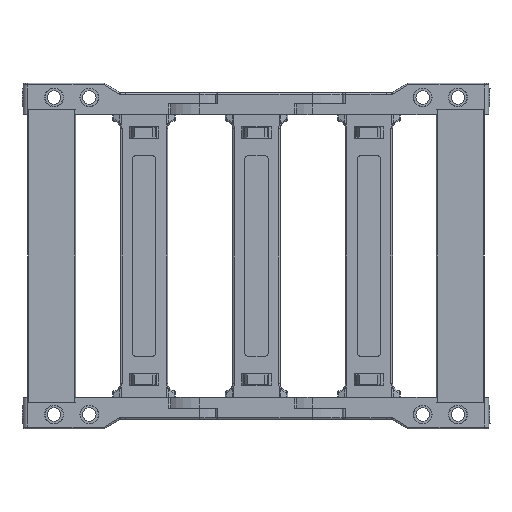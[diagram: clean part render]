
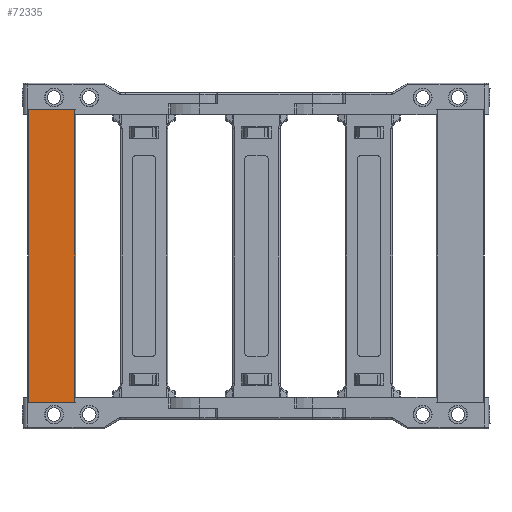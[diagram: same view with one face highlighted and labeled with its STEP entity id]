
A CAD part, front view. The second image highlights one B-rep face of the part: STEP entity #72335.
In plain terms, the highlighted planar face has unit normal (0, -1, 0).
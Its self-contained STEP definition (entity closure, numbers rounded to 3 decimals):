
#1107 = VECTOR ( 'NONE', #91498, 1000. ) ;
#4521 = DIRECTION ( 'NONE',  ( 1., 0., 0. ) ) ;
#13690 = EDGE_CURVE ( 'NONE', #52436, #83416, #17493, .T. ) ;
#13780 = VECTOR ( 'NONE', #25497, 1000. ) ;
#14256 = VERTEX_POINT ( 'NONE', #64221 ) ;
#17289 = AXIS2_PLACEMENT_3D ( 'NONE', #39718, #30520, #4521 ) ;
#17493 = LINE ( 'NONE', #30276, #1107 ) ;
#19926 = VERTEX_POINT ( 'NONE', #53339 ) ;
#20275 = VECTOR ( 'NONE', #101873, 1000. ) ;
#20535 = LINE ( 'NONE', #45340, #73945 ) ;
#25497 = DIRECTION ( 'NONE',  ( -1., 0., 0. ) ) ;
#30276 = CARTESIAN_POINT ( 'NONE',  ( -187.972, -31., -176.98 ) ) ;
#30520 = DIRECTION ( 'NONE',  ( 0., -1., 0. ) ) ;
#31604 = ORIENTED_EDGE ( 'NONE', *, *, #66017, .T. ) ;
#32945 = CARTESIAN_POINT ( 'NONE',  ( -187.972, -31., -176.98 ) ) ;
#33830 = EDGE_CURVE ( 'NONE', #19926, #52436, #20535, .T. ) ;
#39718 = CARTESIAN_POINT ( 'NONE',  ( -187.972, -31., -90.48 ) ) ;
#45085 = EDGE_CURVE ( 'NONE', #14256, #83416, #101088, .T. ) ;
#45340 = CARTESIAN_POINT ( 'NONE',  ( -187.972, -31., -90.48 ) ) ;
#46086 = DIRECTION ( 'NONE',  ( 0., 0., -1. ) ) ;
#52436 = VERTEX_POINT ( 'NONE', #32945 ) ;
#53339 = CARTESIAN_POINT ( 'NONE',  ( -187.972, -31., 10.02 ) ) ;
#56917 = PLANE ( 'NONE',  #17289 ) ;
#58457 = CARTESIAN_POINT ( 'NONE',  ( -187.972, -31., 10.02 ) ) ;
#64221 = CARTESIAN_POINT ( 'NONE',  ( -217.633, -31., 10.02 ) ) ;
#66017 = EDGE_CURVE ( 'NONE', #19926, #14256, #67152, .T. ) ;
#67152 = LINE ( 'NONE', #58457, #13780 ) ;
#72335 = ADVANCED_FACE ( 'NONE', ( #78313 ), #56917, .T. ) ;
#73945 = VECTOR ( 'NONE', #46086, 1000. ) ;
#78313 = FACE_OUTER_BOUND ( 'NONE', #109207, .T. ) ;
#83416 = VERTEX_POINT ( 'NONE', #102167 ) ;
#84177 = ORIENTED_EDGE ( 'NONE', *, *, #13690, .F. ) ;
#91498 = DIRECTION ( 'NONE',  ( -1., 0., 0. ) ) ;
#96069 = ORIENTED_EDGE ( 'NONE', *, *, #33830, .F. ) ;
#97600 = ORIENTED_EDGE ( 'NONE', *, *, #45085, .T. ) ;
#101088 = LINE ( 'NONE', #110336, #20275 ) ;
#101873 = DIRECTION ( 'NONE',  ( 0., 0., -1. ) ) ;
#102167 = CARTESIAN_POINT ( 'NONE',  ( -217.633, -31., -176.98 ) ) ;
#109207 = EDGE_LOOP ( 'NONE', ( #96069, #31604, #97600, #84177 ) ) ;
#110336 = CARTESIAN_POINT ( 'NONE',  ( -217.633, -31., -90.48 ) ) ;
